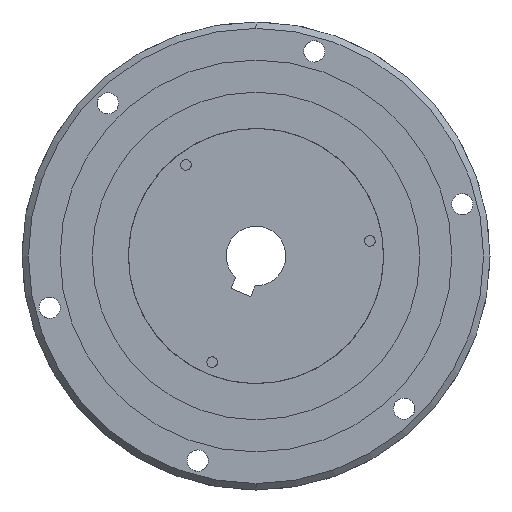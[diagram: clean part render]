
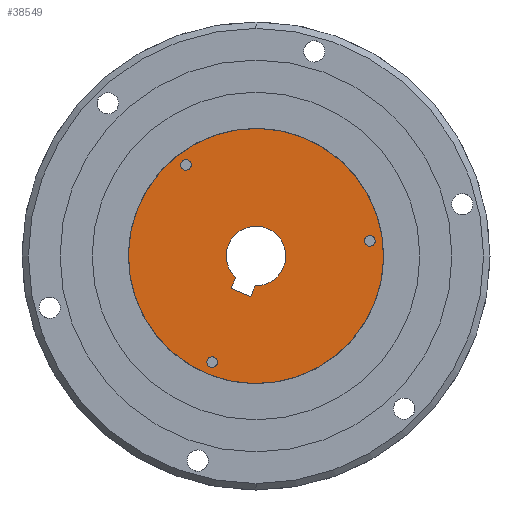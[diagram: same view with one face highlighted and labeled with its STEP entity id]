
A CAD part, left-side view. The second image highlights one B-rep face of the part: STEP entity #38549.
In plain terms, the highlighted face is planar.
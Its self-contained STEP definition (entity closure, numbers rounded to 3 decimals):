
#46 = CIRCLE ( 'NONE', #41789, 30. ) ;
#53 = EDGE_CURVE ( 'NONE', #23370, #43283, #46, .T. ) ;
#1250 = CARTESIAN_POINT ( 'NONE',  ( 2.5, 9.3, 15.6 ) ) ;
#1357 = DIRECTION ( 'NONE',  ( 1., 0., 0. ) ) ;
#1427 = ORIENTED_EDGE ( 'NONE', *, *, #33641, .F. ) ;
#1912 = DIRECTION ( 'NONE',  ( 0., 0., 1. ) ) ;
#2030 = DIRECTION ( 'NONE',  ( 0., 0., -1. ) ) ;
#2331 = CARTESIAN_POINT ( 'NONE',  ( -22.758, -14.583, 15.6 ) ) ;
#2630 = CIRCLE ( 'NONE', #4386, 1.25 ) ;
#2852 = LINE ( 'NONE', #32438, #61116 ) ;
#3133 = EDGE_LOOP ( 'NONE', ( #48491, #17717 ) ) ;
#3292 = DIRECTION ( 'NONE',  ( 1., 0., 0. ) ) ;
#4120 = ORIENTED_EDGE ( 'NONE', *, *, #64407, .T. ) ;
#4386 = AXIS2_PLACEMENT_3D ( 'NONE', #28812, #14574, #66721 ) ;
#4580 = AXIS2_PLACEMENT_3D ( 'NONE', #21777, #58930, #1357 ) ;
#5248 = DIRECTION ( 'NONE',  ( 1., 0., 0. ) ) ;
#5643 = CARTESIAN_POINT ( 'NONE',  ( 30., 0., 15.6 ) ) ;
#6614 = VERTEX_POINT ( 'NONE', #25050 ) ;
#7903 = EDGE_LOOP ( 'NONE', ( #39574, #52964, #4120, #43870, #21388, #29753 ) ) ;
#8542 = DIRECTION ( 'NONE',  ( 0., 0., -1. ) ) ;
#8610 = VERTEX_POINT ( 'NONE', #2331 ) ;
#8841 = CARTESIAN_POINT ( 'NONE',  ( -23.383, -13.5, 15.6 ) ) ;
#9272 = VECTOR ( 'NONE', #64356, 1000. ) ;
#9464 = AXIS2_PLACEMENT_3D ( 'NONE', #10123, #62708, #67543 ) ;
#10123 = CARTESIAN_POINT ( 'NONE',  ( -23.383, -13.5, 15.6 ) ) ;
#10128 = LINE ( 'NONE', #1250, #9272 ) ;
#11535 = VECTOR ( 'NONE', #59443, 1000. ) ;
#12463 = VERTEX_POINT ( 'NONE', #55328 ) ;
#12532 = CIRCLE ( 'NONE', #30003, 7. ) ;
#13336 = CARTESIAN_POINT ( 'NONE',  ( 1.25, 27., 15.6 ) ) ;
#14574 = DIRECTION ( 'NONE',  ( 0., 0., 1. ) ) ;
#14728 = ORIENTED_EDGE ( 'NONE', *, *, #53, .T. ) ;
#15065 = EDGE_CURVE ( 'NONE', #60071, #43308, #32605, .T. ) ;
#15478 = CARTESIAN_POINT ( 'NONE',  ( 2.5, 9.3, 15.6 ) ) ;
#17064 = PLANE ( 'NONE',  #57972 ) ;
#17285 = CIRCLE ( 'NONE', #26709, 1.25 ) ;
#17340 = EDGE_CURVE ( 'NONE', #59980, #12463, #2852, .T. ) ;
#17637 = EDGE_LOOP ( 'NONE', ( #49243, #14728 ) ) ;
#17717 = ORIENTED_EDGE ( 'NONE', *, *, #47196, .F. ) ;
#18006 = VERTEX_POINT ( 'NONE', #43106 ) ;
#21062 = DIRECTION ( 'NONE',  ( 1., 0., 0. ) ) ;
#21388 = ORIENTED_EDGE ( 'NONE', *, *, #62643, .T. ) ;
#21777 = CARTESIAN_POINT ( 'NONE',  ( 0., 0., 15.6 ) ) ;
#22458 = CARTESIAN_POINT ( 'NONE',  ( 0., 27., 15.6 ) ) ;
#22725 = CARTESIAN_POINT ( 'NONE',  ( -2.5, 9.3, 15.6 ) ) ;
#22773 = CARTESIAN_POINT ( 'NONE',  ( -30., 0., 15.6 ) ) ;
#23370 = VERTEX_POINT ( 'NONE', #22773 ) ;
#23756 = FACE_BOUND ( 'NONE', #32608, .T. ) ;
#24307 = DIRECTION ( 'NONE',  ( 0., 0., 1. ) ) ;
#24763 = DIRECTION ( 'NONE',  ( 0., 0., 1. ) ) ;
#25050 = CARTESIAN_POINT ( 'NONE',  ( -1.25, 27., 15.6 ) ) ;
#25686 = DIRECTION ( 'NONE',  ( 0., 0., -1. ) ) ;
#25757 = EDGE_LOOP ( 'NONE', ( #39637, #29837 ) ) ;
#25838 = CARTESIAN_POINT ( 'NONE',  ( -7., 0., 15.6 ) ) ;
#26439 = EDGE_CURVE ( 'NONE', #12463, #41991, #12532, .T. ) ;
#26629 = AXIS2_PLACEMENT_3D ( 'NONE', #56871, #25686, #21062 ) ;
#26709 = AXIS2_PLACEMENT_3D ( 'NONE', #8841, #61194, #45097 ) ;
#28812 = CARTESIAN_POINT ( 'NONE',  ( 23.383, -13.5, 15.6 ) ) ;
#28998 = AXIS2_PLACEMENT_3D ( 'NONE', #39053, #8542, #3292 ) ;
#29753 = ORIENTED_EDGE ( 'NONE', *, *, #17340, .T. ) ;
#29837 = ORIENTED_EDGE ( 'NONE', *, *, #50769, .F. ) ;
#30003 = AXIS2_PLACEMENT_3D ( 'NONE', #55498, #2030, #49262 ) ;
#30289 = CARTESIAN_POINT ( 'NONE',  ( 7., 0., 15.6 ) ) ;
#32438 = CARTESIAN_POINT ( 'NONE',  ( 2.5, 6.538, 15.6 ) ) ;
#32605 = CIRCLE ( 'NONE', #50990, 1.25 ) ;
#32608 = EDGE_LOOP ( 'NONE', ( #1427, #33479 ) ) ;
#32867 = AXIS2_PLACEMENT_3D ( 'NONE', #42400, #47224, #5248 ) ;
#32914 = CARTESIAN_POINT ( 'NONE',  ( 22.758, -14.583, 15.6 ) ) ;
#33479 = ORIENTED_EDGE ( 'NONE', *, *, #15065, .F. ) ;
#33641 = EDGE_CURVE ( 'NONE', #43308, #60071, #2630, .T. ) ;
#34101 = EDGE_CURVE ( 'NONE', #41991, #52818, #60883, .T. ) ;
#34657 = EDGE_CURVE ( 'NONE', #18006, #35597, #55080, .T. ) ;
#35295 = DIRECTION ( 'NONE',  ( -0.5, -0.866, 0. ) ) ;
#35597 = VERTEX_POINT ( 'NONE', #22725 ) ;
#36049 = FACE_BOUND ( 'NONE', #25757, .T. ) ;
#37255 = EDGE_CURVE ( 'NONE', #6614, #61763, #41809, .T. ) ;
#38549 = ADVANCED_FACE ( 'NONE', ( #36049, #39317, #23756, #46698, #64031 ), #17064, .T. ) ;
#38792 = CARTESIAN_POINT ( 'NONE',  ( 0., 0., 15.6 ) ) ;
#39053 = CARTESIAN_POINT ( 'NONE',  ( 0., 0., 15.6 ) ) ;
#39317 = FACE_BOUND ( 'NONE', #7903, .T. ) ;
#39574 = ORIENTED_EDGE ( 'NONE', *, *, #26439, .T. ) ;
#39637 = ORIENTED_EDGE ( 'NONE', *, *, #37255, .F. ) ;
#40038 = AXIS2_PLACEMENT_3D ( 'NONE', #22458, #59151, #43535 ) ;
#40103 = CARTESIAN_POINT ( 'NONE',  ( 0., 0., 15.6 ) ) ;
#41789 = AXIS2_PLACEMENT_3D ( 'NONE', #40103, #24763, #61266 ) ;
#41809 = CIRCLE ( 'NONE', #32867, 1.25 ) ;
#41991 = VERTEX_POINT ( 'NONE', #30289 ) ;
#42400 = CARTESIAN_POINT ( 'NONE',  ( 0., 27., 15.6 ) ) ;
#43106 = CARTESIAN_POINT ( 'NONE',  ( -2.5, 6.538, 15.6 ) ) ;
#43283 = VERTEX_POINT ( 'NONE', #5643 ) ;
#43308 = VERTEX_POINT ( 'NONE', #58439 ) ;
#43535 = DIRECTION ( 'NONE',  ( 1., 0., 0. ) ) ;
#43680 = CIRCLE ( 'NONE', #26629, 7. ) ;
#43870 = ORIENTED_EDGE ( 'NONE', *, *, #34657, .T. ) ;
#45097 = DIRECTION ( 'NONE',  ( -0.5, 0.866, 0. ) ) ;
#46698 = FACE_BOUND ( 'NONE', #3133, .T. ) ;
#47196 = EDGE_CURVE ( 'NONE', #53160, #8610, #17285, .T. ) ;
#47224 = DIRECTION ( 'NONE',  ( 0., 0., 1. ) ) ;
#48491 = ORIENTED_EDGE ( 'NONE', *, *, #66471, .F. ) ;
#49243 = ORIENTED_EDGE ( 'NONE', *, *, #64449, .T. ) ;
#49262 = DIRECTION ( 'NONE',  ( 1., 0., 0. ) ) ;
#49767 = CARTESIAN_POINT ( 'NONE',  ( -2.5, 9.3, 15.6 ) ) ;
#50438 = CARTESIAN_POINT ( 'NONE',  ( 23.383, -13.5, 15.6 ) ) ;
#50769 = EDGE_CURVE ( 'NONE', #61763, #6614, #53660, .T. ) ;
#50990 = AXIS2_PLACEMENT_3D ( 'NONE', #50438, #24307, #35295 ) ;
#52384 = CIRCLE ( 'NONE', #9464, 1.25 ) ;
#52818 = VERTEX_POINT ( 'NONE', #25838 ) ;
#52964 = ORIENTED_EDGE ( 'NONE', *, *, #34101, .T. ) ;
#53160 = VERTEX_POINT ( 'NONE', #58444 ) ;
#53660 = CIRCLE ( 'NONE', #40038, 1.25 ) ;
#55080 = LINE ( 'NONE', #49767, #11535 ) ;
#55328 = CARTESIAN_POINT ( 'NONE',  ( 2.5, 6.538, 15.6 ) ) ;
#55498 = CARTESIAN_POINT ( 'NONE',  ( 0., 0., 15.6 ) ) ;
#56871 = CARTESIAN_POINT ( 'NONE',  ( 0., 0., 15.6 ) ) ;
#57972 = AXIS2_PLACEMENT_3D ( 'NONE', #38792, #1912, #65036 ) ;
#58115 = DIRECTION ( 'NONE',  ( 0., -1., 0. ) ) ;
#58439 = CARTESIAN_POINT ( 'NONE',  ( 24.008, -12.417, 15.6 ) ) ;
#58444 = CARTESIAN_POINT ( 'NONE',  ( -24.008, -12.417, 15.6 ) ) ;
#58930 = DIRECTION ( 'NONE',  ( 0., 0., 1. ) ) ;
#59151 = DIRECTION ( 'NONE',  ( 0., 0., 1. ) ) ;
#59443 = DIRECTION ( 'NONE',  ( 0., 1., 0. ) ) ;
#59980 = VERTEX_POINT ( 'NONE', #15478 ) ;
#60071 = VERTEX_POINT ( 'NONE', #32914 ) ;
#60883 = CIRCLE ( 'NONE', #28998, 7. ) ;
#61116 = VECTOR ( 'NONE', #58115, 1000. ) ;
#61194 = DIRECTION ( 'NONE',  ( 0., 0., 1. ) ) ;
#61266 = DIRECTION ( 'NONE',  ( 1., 0., 0. ) ) ;
#61763 = VERTEX_POINT ( 'NONE', #13336 ) ;
#62643 = EDGE_CURVE ( 'NONE', #35597, #59980, #10128, .T. ) ;
#62708 = DIRECTION ( 'NONE',  ( 0., 0., 1. ) ) ;
#64031 = FACE_OUTER_BOUND ( 'NONE', #17637, .T. ) ;
#64356 = DIRECTION ( 'NONE',  ( 1., 0., 0. ) ) ;
#64407 = EDGE_CURVE ( 'NONE', #52818, #18006, #43680, .T. ) ;
#64449 = EDGE_CURVE ( 'NONE', #43283, #23370, #65081, .T. ) ;
#65036 = DIRECTION ( 'NONE',  ( 1., 0., 0. ) ) ;
#65081 = CIRCLE ( 'NONE', #4580, 30. ) ;
#66471 = EDGE_CURVE ( 'NONE', #8610, #53160, #52384, .T. ) ;
#66721 = DIRECTION ( 'NONE',  ( -0.5, -0.866, 0. ) ) ;
#67543 = DIRECTION ( 'NONE',  ( -0.5, 0.866, 0. ) ) ;
